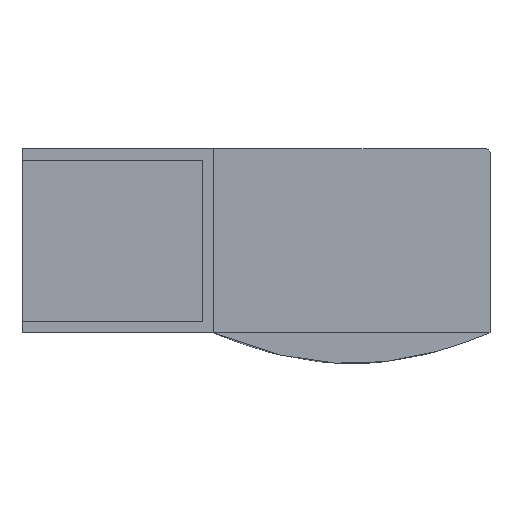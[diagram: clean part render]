
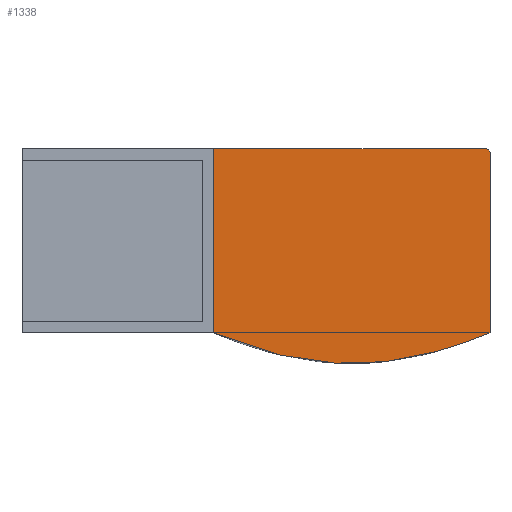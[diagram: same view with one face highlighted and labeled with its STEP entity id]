
A CAD part, front view. The second image highlights one B-rep face of the part: STEP entity #1338.
In plain terms, the highlighted planar face has unit normal (0, -1, 0).
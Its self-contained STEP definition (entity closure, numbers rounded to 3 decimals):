
#38=(
BOUNDED_CURVE()
B_SPLINE_CURVE(5,(#2321,#2322,#2323,#2324,#2325,#2326,#2327,#2328,#2329,
#2330,#2331,#2332,#2333,#2334,#2335),.UNSPECIFIED.,.F.,.F.)
B_SPLINE_CURVE_WITH_KNOTS((6,1,1,1,1,1,1,1,1,1,6),(0.,0.1,0.2,0.3,0.4,0.5,
0.6,0.7,0.8,0.9,1.),.UNSPECIFIED.)
CURVE()
GEOMETRIC_REPRESENTATION_ITEM()
RATIONAL_B_SPLINE_CURVE((1.,1.,1.,1.,1.,1.,1.,1.,1.,1.,1.,1.,1.,1.,1.))
REPRESENTATION_ITEM('')
);
#103=PLANE('',#1488);
#189=FACE_OUTER_BOUND('',#286,.T.);
#286=EDGE_LOOP('',(#1202,#1203,#1204,#1205,#1206));
#404=LINE('',#2288,#531);
#408=LINE('',#2340,#535);
#409=LINE('',#2342,#536);
#531=VECTOR('',#1849,10.);
#535=VECTOR('',#1855,10.);
#536=VECTOR('',#1858,10.);
#590=CIRCLE('',#1482,0.5);
#680=VERTEX_POINT('',#2256);
#681=VERTEX_POINT('',#2257);
#687=VERTEX_POINT('',#2287);
#688=VERTEX_POINT('',#2320);
#689=VERTEX_POINT('',#2338);
#849=EDGE_CURVE('',#680,#681,#590,.T.);
#857=EDGE_CURVE('',#687,#681,#404,.T.);
#859=EDGE_CURVE('',#688,#687,#38,.T.);
#862=EDGE_CURVE('',#680,#689,#408,.T.);
#863=EDGE_CURVE('',#689,#688,#409,.T.);
#1202=ORIENTED_EDGE('',*,*,#849,.F.);
#1203=ORIENTED_EDGE('',*,*,#862,.T.);
#1204=ORIENTED_EDGE('',*,*,#863,.T.);
#1205=ORIENTED_EDGE('',*,*,#859,.T.);
#1206=ORIENTED_EDGE('',*,*,#857,.T.);
#1338=ADVANCED_FACE('',(#189),#103,.T.);
#1482=AXIS2_PLACEMENT_3D('',#2258,#1836,#1837);
#1488=AXIS2_PLACEMENT_3D('',#2343,#1859,#1860);
#1836=DIRECTION('center_axis',(0.,1.,0.));
#1837=DIRECTION('ref_axis',(0.707,0.,0.707));
#1849=DIRECTION('',(0.,0.,1.));
#1855=DIRECTION('',(-1.,0.,0.));
#1858=DIRECTION('',(0.,0.,-1.));
#1859=DIRECTION('center_axis',(0.,-1.,0.));
#1860=DIRECTION('ref_axis',(0.,0.,-1.));
#2256=CARTESIAN_POINT('',(48.,-292.5,12.));
#2257=CARTESIAN_POINT('',(48.5,-292.5,11.5));
#2258=CARTESIAN_POINT('Origin',(48.,-292.5,11.5));
#2287=CARTESIAN_POINT('',(48.5,-292.5,-12.));
#2288=CARTESIAN_POINT('',(48.5,-292.5,12.));
#2320=CARTESIAN_POINT('',(12.5,-292.5,-12.));
#2321=CARTESIAN_POINT('Ctrl Pts',(12.5,-292.5,-12.));
#2322=CARTESIAN_POINT('Ctrl Pts',(13.22,-292.5,-12.303));
#2323=CARTESIAN_POINT('Ctrl Pts',(14.66,-292.5,-12.884));
#2324=CARTESIAN_POINT('Ctrl Pts',(16.82,-292.5,-13.675));
#2325=CARTESIAN_POINT('Ctrl Pts',(19.7,-292.5,-14.568));
#2326=CARTESIAN_POINT('Ctrl Pts',(23.3,-292.5,-15.396));
#2327=CARTESIAN_POINT('Ctrl Pts',(26.9,-292.5,-15.912));
#2328=CARTESIAN_POINT('Ctrl Pts',(30.5,-292.5,-16.088));
#2329=CARTESIAN_POINT('Ctrl Pts',(34.1,-292.5,-15.912));
#2330=CARTESIAN_POINT('Ctrl Pts',(37.7,-292.5,-15.396));
#2331=CARTESIAN_POINT('Ctrl Pts',(41.3,-292.5,-14.568));
#2332=CARTESIAN_POINT('Ctrl Pts',(44.18,-292.5,-13.675));
#2333=CARTESIAN_POINT('Ctrl Pts',(46.34,-292.5,-12.884));
#2334=CARTESIAN_POINT('Ctrl Pts',(47.78,-292.5,-12.303));
#2335=CARTESIAN_POINT('Ctrl Pts',(48.5,-292.5,-12.));
#2338=CARTESIAN_POINT('',(12.5,-292.5,12.));
#2340=CARTESIAN_POINT('',(12.5,-292.5,12.));
#2342=CARTESIAN_POINT('',(12.5,-292.5,-12.));
#2343=CARTESIAN_POINT('Origin',(30.5,-292.5,0.));
